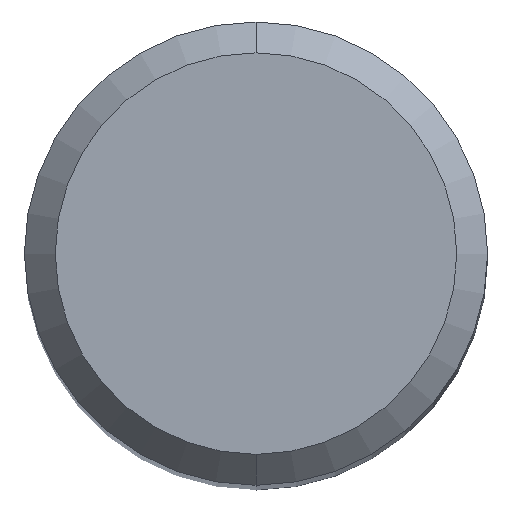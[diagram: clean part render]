
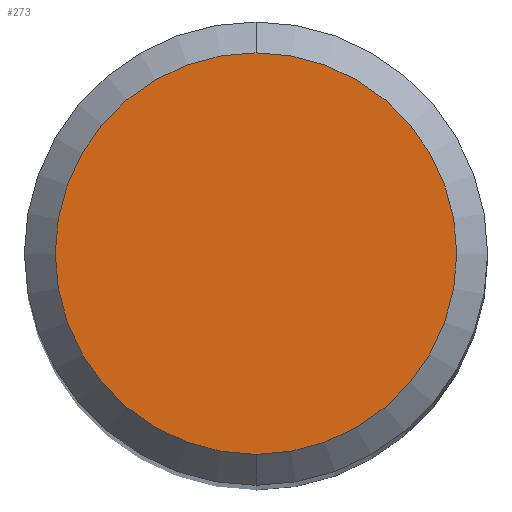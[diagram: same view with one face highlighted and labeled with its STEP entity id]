
A CAD part, top view. The second image highlights one B-rep face of the part: STEP entity #273.
In plain terms, the highlighted planar face has unit normal (0, 0, 1).
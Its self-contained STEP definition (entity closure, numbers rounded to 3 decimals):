
#209=EDGE_CURVE('',#357,#491,#568,.T.);
#273=ADVANCED_FACE('',(#640),#641,.T.);
#357=VERTEX_POINT('',#734);
#359=EDGE_CURVE('',#491,#357,#736,.T.);
#491=VERTEX_POINT('',#886);
#568=CIRCLE('',#970,2.6);
#640=FACE_OUTER_BOUND('',#1135,.T.);
#641=PLANE('',#1136);
#734=CARTESIAN_POINT('',(0.,-2.6,0.0));
#736=CIRCLE('',#1307,2.6);
#886=CARTESIAN_POINT('',(0.0,2.6,0.0));
#970=AXIS2_PLACEMENT_3D('',#1660,#1661,#1662);
#1135=EDGE_LOOP('',(#1760,#1761));
#1136=AXIS2_PLACEMENT_3D('',#1762,#1763,#1764);
#1307=AXIS2_PLACEMENT_3D('',#1877,#1878,#1879);
#1660=CARTESIAN_POINT('',(0.0,0.0,0.0));
#1661=DIRECTION('',(0.0,0.0,-1.0));
#1662=DIRECTION('',(0.0,1.0,0.0));
#1760=ORIENTED_EDGE('',*,*,#359,.F.);
#1761=ORIENTED_EDGE('',*,*,#209,.F.);
#1762=CARTESIAN_POINT('',(0.0,1.3,0.0));
#1763=DIRECTION('',(-0.0,0.0,1.0));
#1764=DIRECTION('',(0.0,-1.0,0.0));
#1877=CARTESIAN_POINT('',(0.0,0.0,0.0));
#1878=DIRECTION('',(0.0,0.0,-1.0));
#1879=DIRECTION('',(0.0,1.0,0.0));
